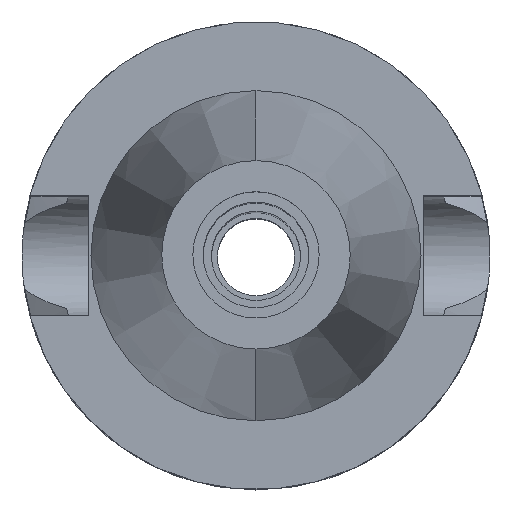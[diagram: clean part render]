
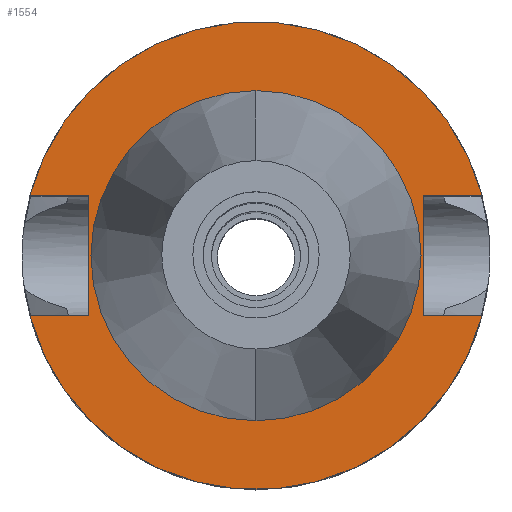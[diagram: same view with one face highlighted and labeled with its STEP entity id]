
A CAD part, top view. The second image highlights one B-rep face of the part: STEP entity #1554.
In plain terms, the highlighted planar face has unit normal (0, 0, 1).
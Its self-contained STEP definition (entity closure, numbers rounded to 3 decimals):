
#5 = DIRECTION ( 'NONE',  ( 0., 1., 0. ) ) ;
#15 = VERTEX_POINT ( 'NONE', #1892 ) ;
#51 = EDGE_CURVE ( 'NONE', #1588, #2742, #2902, .T. ) ;
#57 = CARTESIAN_POINT ( 'NONE',  ( 0., 0., -1. ) ) ;
#79 = CIRCLE ( 'NONE', #1700, 31.5 ) ;
#81 = CARTESIAN_POINT ( 'NONE',  ( -30.454, 8.05, -1. ) ) ;
#198 = FACE_BOUND ( 'NONE', #442, .T. ) ;
#214 = VERTEX_POINT ( 'NONE', #2082 ) ;
#216 = DIRECTION ( 'NONE',  ( -1., 0., 0. ) ) ;
#269 = LINE ( 'NONE', #591, #1403 ) ;
#270 = CARTESIAN_POINT ( 'NONE',  ( 0., 0., -1. ) ) ;
#328 = DIRECTION ( 'NONE',  ( 1., 0., 0. ) ) ;
#361 = DIRECTION ( 'NONE',  ( 0., -1., 0. ) ) ;
#407 = AXIS2_PLACEMENT_3D ( 'NONE', #1596, #2135, #3044 ) ;
#416 = LINE ( 'NONE', #974, #1419 ) ;
#442 = EDGE_LOOP ( 'NONE', ( #1309, #2403 ) ) ;
#591 = CARTESIAN_POINT ( 'NONE',  ( 22.5, -8.05, -1. ) ) ;
#640 = AXIS2_PLACEMENT_3D ( 'NONE', #965, #1439, #5 ) ;
#692 = CARTESIAN_POINT ( 'NONE',  ( 0., -22.225, -1. ) ) ;
#697 = ORIENTED_EDGE ( 'NONE', *, *, #2459, .F. ) ;
#760 = EDGE_CURVE ( 'NONE', #214, #887, #2240, .T. ) ;
#779 = CARTESIAN_POINT ( 'NONE',  ( 22.5, 8.05, -1. ) ) ;
#830 = DIRECTION ( 'NONE',  ( 0., 1., 0. ) ) ;
#840 = VERTEX_POINT ( 'NONE', #2720 ) ;
#887 = VERTEX_POINT ( 'NONE', #2023 ) ;
#893 = VERTEX_POINT ( 'NONE', #2256 ) ;
#929 = FACE_OUTER_BOUND ( 'NONE', #983, .T. ) ;
#940 = EDGE_CURVE ( 'NONE', #214, #1588, #1111, .T. ) ;
#965 = CARTESIAN_POINT ( 'NONE',  ( 0., 0., -1. ) ) ;
#974 = CARTESIAN_POINT ( 'NONE',  ( 22.5, 8.05, -1. ) ) ;
#983 = EDGE_LOOP ( 'NONE', ( #1590, #697, #2808, #1896, #1261, #1132, #2062, #2593 ) ) ;
#1006 = VECTOR ( 'NONE', #216, 1000. ) ;
#1048 = EDGE_CURVE ( 'NONE', #2376, #2228, #416, .T. ) ;
#1111 = LINE ( 'NONE', #2779, #1205 ) ;
#1132 = ORIENTED_EDGE ( 'NONE', *, *, #1732, .F. ) ;
#1205 = VECTOR ( 'NONE', #830, 1000. ) ;
#1261 = ORIENTED_EDGE ( 'NONE', *, *, #1515, .T. ) ;
#1297 = AXIS2_PLACEMENT_3D ( 'NONE', #57, #1999, #2236 ) ;
#1309 = ORIENTED_EDGE ( 'NONE', *, *, #1763, .F. ) ;
#1395 = DIRECTION ( 'NONE',  ( 0., -1., 0. ) ) ;
#1403 = VECTOR ( 'NONE', #328, 1000. ) ;
#1408 = AXIS2_PLACEMENT_3D ( 'NONE', #270, #3121, #1932 ) ;
#1416 = CARTESIAN_POINT ( 'NONE',  ( -22.5, 8.05, -1. ) ) ;
#1419 = VECTOR ( 'NONE', #1395, 1000. ) ;
#1439 = DIRECTION ( 'NONE',  ( 0., 0., -1. ) ) ;
#1515 = EDGE_CURVE ( 'NONE', #2376, #15, #1642, .T. ) ;
#1554 = ADVANCED_FACE ( 'NONE', ( #929, #198 ), #2573, .F. ) ;
#1588 = VERTEX_POINT ( 'NONE', #1416 ) ;
#1590 = ORIENTED_EDGE ( 'NONE', *, *, #760, .T. ) ;
#1596 = CARTESIAN_POINT ( 'NONE',  ( 0., 0., -1. ) ) ;
#1642 = LINE ( 'NONE', #2832, #2566 ) ;
#1657 = CIRCLE ( 'NONE', #1297, 22.225 ) ;
#1666 = VERTEX_POINT ( 'NONE', #692 ) ;
#1700 = AXIS2_PLACEMENT_3D ( 'NONE', #2045, #2956, #361 ) ;
#1732 = EDGE_CURVE ( 'NONE', #2742, #15, #1750, .T. ) ;
#1750 = CIRCLE ( 'NONE', #640, 31.5 ) ;
#1763 = EDGE_CURVE ( 'NONE', #840, #1666, #2650, .T. ) ;
#1892 = CARTESIAN_POINT ( 'NONE',  ( 30.454, 8.05, -1. ) ) ;
#1896 = ORIENTED_EDGE ( 'NONE', *, *, #1048, .F. ) ;
#1932 = DIRECTION ( 'NONE',  ( 0., 1., 0. ) ) ;
#1966 = CARTESIAN_POINT ( 'NONE',  ( -22.5, -8.05, -1. ) ) ;
#1979 = DIRECTION ( 'NONE',  ( -1., 0., 0. ) ) ;
#1999 = DIRECTION ( 'NONE',  ( 0., 0., 1. ) ) ;
#2011 = VECTOR ( 'NONE', #1979, 1000. ) ;
#2023 = CARTESIAN_POINT ( 'NONE',  ( -30.454, -8.05, -1. ) ) ;
#2045 = CARTESIAN_POINT ( 'NONE',  ( 0., 0., -1. ) ) ;
#2062 = ORIENTED_EDGE ( 'NONE', *, *, #51, .F. ) ;
#2082 = CARTESIAN_POINT ( 'NONE',  ( -22.5, -8.05, -1. ) ) ;
#2135 = DIRECTION ( 'NONE',  ( 0., 0., -1. ) ) ;
#2228 = VERTEX_POINT ( 'NONE', #2634 ) ;
#2236 = DIRECTION ( 'NONE',  ( 0., -1., 0. ) ) ;
#2240 = LINE ( 'NONE', #1966, #2011 ) ;
#2256 = CARTESIAN_POINT ( 'NONE',  ( 30.454, -8.05, -1. ) ) ;
#2363 = EDGE_CURVE ( 'NONE', #2228, #893, #269, .T. ) ;
#2376 = VERTEX_POINT ( 'NONE', #779 ) ;
#2379 = EDGE_CURVE ( 'NONE', #1666, #840, #1657, .T. ) ;
#2403 = ORIENTED_EDGE ( 'NONE', *, *, #2379, .F. ) ;
#2459 = EDGE_CURVE ( 'NONE', #893, #887, #79, .T. ) ;
#2566 = VECTOR ( 'NONE', #3053, 1000. ) ;
#2573 = PLANE ( 'NONE',  #407 ) ;
#2593 = ORIENTED_EDGE ( 'NONE', *, *, #940, .F. ) ;
#2634 = CARTESIAN_POINT ( 'NONE',  ( 22.5, -8.05, -1. ) ) ;
#2650 = CIRCLE ( 'NONE', #1408, 22.225 ) ;
#2720 = CARTESIAN_POINT ( 'NONE',  ( 0., 22.225, -1. ) ) ;
#2736 = CARTESIAN_POINT ( 'NONE',  ( -22.5, 8.05, -1. ) ) ;
#2742 = VERTEX_POINT ( 'NONE', #81 ) ;
#2779 = CARTESIAN_POINT ( 'NONE',  ( -22.5, -8.05, -1. ) ) ;
#2808 = ORIENTED_EDGE ( 'NONE', *, *, #2363, .F. ) ;
#2832 = CARTESIAN_POINT ( 'NONE',  ( 22.5, 8.05, -1. ) ) ;
#2902 = LINE ( 'NONE', #2736, #1006 ) ;
#2956 = DIRECTION ( 'NONE',  ( 0., 0., -1. ) ) ;
#3044 = DIRECTION ( 'NONE',  ( 0., -1., 0. ) ) ;
#3053 = DIRECTION ( 'NONE',  ( 1., 0., 0. ) ) ;
#3121 = DIRECTION ( 'NONE',  ( 0., 0., 1. ) ) ;
